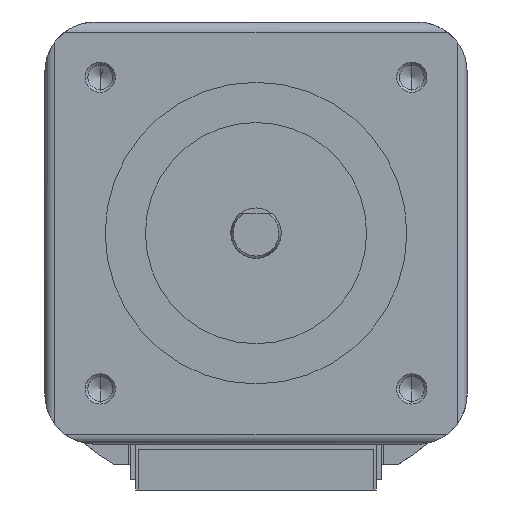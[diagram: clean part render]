
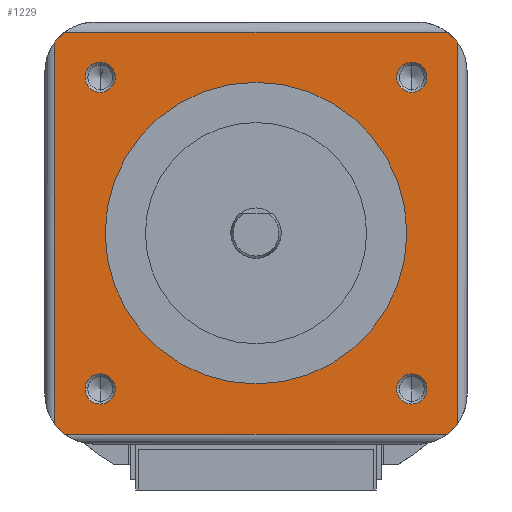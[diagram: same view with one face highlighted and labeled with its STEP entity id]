
A CAD part, left-side view. The second image highlights one B-rep face of the part: STEP entity #1229.
In plain terms, the highlighted planar face has unit normal (-1, 0, 0).
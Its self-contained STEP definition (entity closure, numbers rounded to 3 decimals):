
#844=CARTESIAN_POINT('POINT2606',(0.,15.5,
   -14.));
#845=VERTEX_POINT('VERTEX2606',#844);
#852=CARTESIAN_POINT('POINT2607',(0.,15.5,
   -17.));
#853=VERTEX_POINT('VERTEX2607',#852);
#854=CARTESIAN_POINT('POS3873',(0.,15.5,
   -15.5));
#855=DIRECTION('DIR5967',(1.,0.,0.));
#856=DIRECTION('DIR5968',(0.,0.,1.));
#857=AXIS2_PLACEMENT_3D('AXIS2095',#854,#855,#856);
#858=CIRCLE('ELLIPSE1122',#857,1.5);
#859=EDGE_CURVE('EDGE3901',#853,#845,#858,.T.);
#879=EDGE_CURVE('EDGE3903',#845,#853,#858,.T.);
#884=CARTESIAN_POINT('POINT2608',(0.,-15.5,
   -14.));
#885=VERTEX_POINT('VERTEX2608',#884);
#892=CARTESIAN_POINT('POINT2609',(0.,-15.5,
   -17.));
#893=VERTEX_POINT('VERTEX2609',#892);
#894=CARTESIAN_POINT('POS3877',(0.,-15.5,
   -15.5));
#895=DIRECTION('DIR5973',(1.,0.,0.));
#896=DIRECTION('DIR5974',(0.,0.,1.));
#897=AXIS2_PLACEMENT_3D('AXIS2097',#894,#895,#896);
#898=CIRCLE('ELLIPSE1123',#897,1.5);
#899=EDGE_CURVE('EDGE3905',#893,#885,#898,.T.);
#919=EDGE_CURVE('EDGE3907',#885,#893,#898,.T.);
#924=CARTESIAN_POINT('POINT2610',(0.,15.5,
   17.));
#925=VERTEX_POINT('VERTEX2610',#924);
#932=CARTESIAN_POINT('POINT2611',(0.,15.5,
   14.));
#933=VERTEX_POINT('VERTEX2611',#932);
#934=CARTESIAN_POINT('POS3881',(0.,15.5,
   15.5));
#935=DIRECTION('DIR5979',(1.,0.,0.));
#936=DIRECTION('DIR5980',(0.,0.,1.));
#937=AXIS2_PLACEMENT_3D('AXIS2099',#934,#935,#936);
#938=CIRCLE('ELLIPSE1124',#937,1.5);
#939=EDGE_CURVE('EDGE3909',#933,#925,#938,.T.);
#959=EDGE_CURVE('EDGE3911',#925,#933,#938,.T.);
#964=CARTESIAN_POINT('POINT2612',(0.,-15.5,
   17.));
#965=VERTEX_POINT('VERTEX2612',#964);
#972=CARTESIAN_POINT('POINT2613',(0.,-15.5,
   14.));
#973=VERTEX_POINT('VERTEX2613',#972);
#974=CARTESIAN_POINT('POS3885',(0.,-15.5,
   15.5));
#975=DIRECTION('DIR5985',(1.,0.,0.));
#976=DIRECTION('DIR5986',(0.,0.,1.));
#977=AXIS2_PLACEMENT_3D('AXIS2101',#974,#975,#976);
#978=CIRCLE('ELLIPSE1125',#977,1.5);
#979=EDGE_CURVE('EDGE3913',#973,#965,#978,.T.);
#999=EDGE_CURVE('EDGE3915',#965,#973,#978,.T.);
#1004=CARTESIAN_POINT('POINT2614',(0.,0.,
   -15.));
#1005=VERTEX_POINT('VERTEX2614',#1004);
#1012=CARTESIAN_POINT('POINT2615',(0.,
   0.,15.));
#1013=VERTEX_POINT('VERTEX2615',#1012);
#1014=CARTESIAN_POINT('POS3889',(0.,0.,0.));
#1015=DIRECTION('DIR5991',(1.,0.,0.));
#1016=DIRECTION('DIR5992',(0.,0.,-1.));
#1017=AXIS2_PLACEMENT_3D('AXIS2103',#1014,#1015,#1016);
#1018=CIRCLE('ELLIPSE1126',#1017,15.);
#1019=EDGE_CURVE('EDGE3917',#1013,#1005,#1018,.T.);
#1039=EDGE_CURVE('EDGE3919',#1005,#1013,#1018,.T.);
#1044=CARTESIAN_POINT('POINT2616',(0.,-19.,
   -20.));
#1045=VERTEX_POINT('VERTEX2616',#1044);
#1061=CARTESIAN_POINT('POINT2618',(0.,19.,
   -20.));
#1062=VERTEX_POINT('VERTEX2618',#1061);
#1063=CARTESIAN_POINT('POS3892',(0.,-21.,
   -20.));
#1064=DIRECTION('DIR5996',(0.,-1.,0.));
#1065=VECTOR('VEC1788',#1064,1.);
#1066=LINE('STRAIGHT1788',#1063,#1065);
#1067=EDGE_CURVE('EDGE3921',#1062,#1045,#1066,.T.);
#1098=CARTESIAN_POINT('POINT2620',(0.,-20.,
   19.));
#1099=VERTEX_POINT('VERTEX2620',#1098);
#1115=CARTESIAN_POINT('POINT2622',(0.,-20.,
   -19.));
#1116=VERTEX_POINT('VERTEX2622',#1115);
#1117=CARTESIAN_POINT('POS3895',(0.,-20.,
   21.));
#1118=DIRECTION('DIR6000',(0.,0.,1.));
#1119=VECTOR('VEC1790',#1118,1.);
#1120=LINE('STRAIGHT1790',#1117,#1119);
#1121=EDGE_CURVE('EDGE3925',#1116,#1099,#1120,.T.);
#1152=ORIENTED_EDGE('COEDGE7837',*,*,#1039,.T.);
#1153=ORIENTED_EDGE('COEDGE7838',*,*,#1019,.T.);
#1154=EDGE_LOOP('NONE',(#1152,#1153));
#1155=FACE_BOUND('LOOP1',#1154,.T.);
#1156=ORIENTED_EDGE('COEDGE7839',*,*,#999,.T.);
#1157=ORIENTED_EDGE('COEDGE7840',*,*,#979,.T.);
#1158=EDGE_LOOP('NONE',(#1156,#1157));
#1159=FACE_BOUND('LOOP1',#1158,.T.);
#1160=ORIENTED_EDGE('COEDGE7841',*,*,#959,.T.);
#1161=ORIENTED_EDGE('COEDGE7842',*,*,#939,.T.);
#1162=EDGE_LOOP('NONE',(#1160,#1161));
#1163=FACE_BOUND('LOOP1',#1162,.T.);
#1164=ORIENTED_EDGE('COEDGE7843',*,*,#919,.T.);
#1165=ORIENTED_EDGE('COEDGE7844',*,*,#899,.T.);
#1166=EDGE_LOOP('NONE',(#1164,#1165));
#1167=FACE_BOUND('LOOP1',#1166,.T.);
#1168=ORIENTED_EDGE('COEDGE7845',*,*,#879,.T.);
#1169=ORIENTED_EDGE('COEDGE7846',*,*,#859,.T.);
#1170=EDGE_LOOP('NONE',(#1168,#1169));
#1171=FACE_BOUND('LOOP1',#1170,.T.);
#1172=ORIENTED_EDGE('COEDGE7847',*,*,#1067,.T.);
#1173=CARTESIAN_POINT('POS3898',(0.,-16.,
   -16.));
#1174=DIRECTION('DIR6004',(-1.,0.,0.));
#1175=DIRECTION('DIR6005',(0.,0.,-1.));
#1176=AXIS2_PLACEMENT_3D('AXIS2107',#1173,#1174,#1175);
#1177=CIRCLE('ELLIPSE1127',#1176,5.);
#1178=EDGE_CURVE('EDGE3928',#1045,#1116,#1177,.T.);
#1179=ORIENTED_EDGE('COEDGE7848',*,*,#1178,.T.);
#1180=ORIENTED_EDGE('COEDGE7849',*,*,#1121,.T.);
#1181=CARTESIAN_POINT('POINT2624',(0.,-19.,
   20.));
#1182=VERTEX_POINT('VERTEX2624',#1181);
#1183=CARTESIAN_POINT('POS3899',(0.,-16.,
   16.));
#1184=DIRECTION('DIR6006',(-1.,0.,0.));
#1185=DIRECTION('DIR6007',(0.,-1.,
   0.));
#1186=AXIS2_PLACEMENT_3D('AXIS2108',#1183,#1184,#1185);
#1187=CIRCLE('ELLIPSE1128',#1186,5.);
#1188=EDGE_CURVE('EDGE3929',#1099,#1182,#1187,.T.);
#1189=ORIENTED_EDGE('COEDGE7850',*,*,#1188,.T.);
#1190=CARTESIAN_POINT('POINT2625',(0.,19.,
   20.));
#1191=VERTEX_POINT('VERTEX2625',#1190);
#1192=CARTESIAN_POINT('POS3900',(0.,21.,
   20.));
#1193=DIRECTION('DIR6008',(0.,1.,0.));
#1194=VECTOR('VEC1792',#1193,1.);
#1195=LINE('STRAIGHT1792',#1192,#1194);
#1196=EDGE_CURVE('EDGE3930',#1182,#1191,#1195,.T.);
#1197=ORIENTED_EDGE('COEDGE7851',*,*,#1196,.T.);
#1198=CARTESIAN_POINT('POINT2626',(0.,20.,
   19.));
#1199=VERTEX_POINT('VERTEX2626',#1198);
#1200=CARTESIAN_POINT('POS3901',(0.,16.,
   16.));
#1201=DIRECTION('DIR6009',(-1.,0.,0.));
#1202=DIRECTION('DIR6010',(0.,0.,
   1.));
#1203=AXIS2_PLACEMENT_3D('AXIS2109',#1200,#1201,#1202);
#1204=CIRCLE('ELLIPSE1129',#1203,5.);
#1205=EDGE_CURVE('EDGE3931',#1191,#1199,#1204,.T.);
#1206=ORIENTED_EDGE('COEDGE7852',*,*,#1205,.T.);
#1207=CARTESIAN_POINT('POINT2627',(0.,20.,
   -19.));
#1208=VERTEX_POINT('VERTEX2627',#1207);
#1209=CARTESIAN_POINT('POS3902',(0.,20.,
   -21.));
#1210=DIRECTION('DIR6011',(0.,0.,-1.));
#1211=VECTOR('VEC1793',#1210,1.);
#1212=LINE('STRAIGHT1793',#1209,#1211);
#1213=EDGE_CURVE('EDGE3932',#1199,#1208,#1212,.T.);
#1214=ORIENTED_EDGE('COEDGE7853',*,*,#1213,.T.);
#1215=CARTESIAN_POINT('POS3903',(0.,16.,
   -16.));
#1216=DIRECTION('DIR6012',(-1.,0.,0.));
#1217=DIRECTION('DIR6013',(0.,1.,
   0.));
#1218=AXIS2_PLACEMENT_3D('AXIS2110',#1215,#1216,#1217);
#1219=CIRCLE('ELLIPSE1130',#1218,5.);
#1220=EDGE_CURVE('EDGE3933',#1208,#1062,#1219,.T.);
#1221=ORIENTED_EDGE('COEDGE7854',*,*,#1220,.T.);
#1222=EDGE_LOOP('NONE',(#1172,#1179,#1180,#1189,#1197,#1206,#1214,#1221)
   );
#1223=FACE_BOUND('LOOP1',#1222,.T.);
#1224=CARTESIAN_POINT('POS3904',(0.,
   0.,0.));
#1225=DIRECTION('DIR6014',(1.,0.,0.));
#1226=DIRECTION('DIR6015',(0.,1.,0.));
#1227=AXIS2_PLACEMENT_3D('AXIS2111',#1224,#1225,#1226);
#1228=PLANE('PLANE523',#1227);
#1229=ADVANCED_FACE('FACE1507',(#1155,#1159,#1163,#1167,#1171,#1223),
   #1228,.F.);
